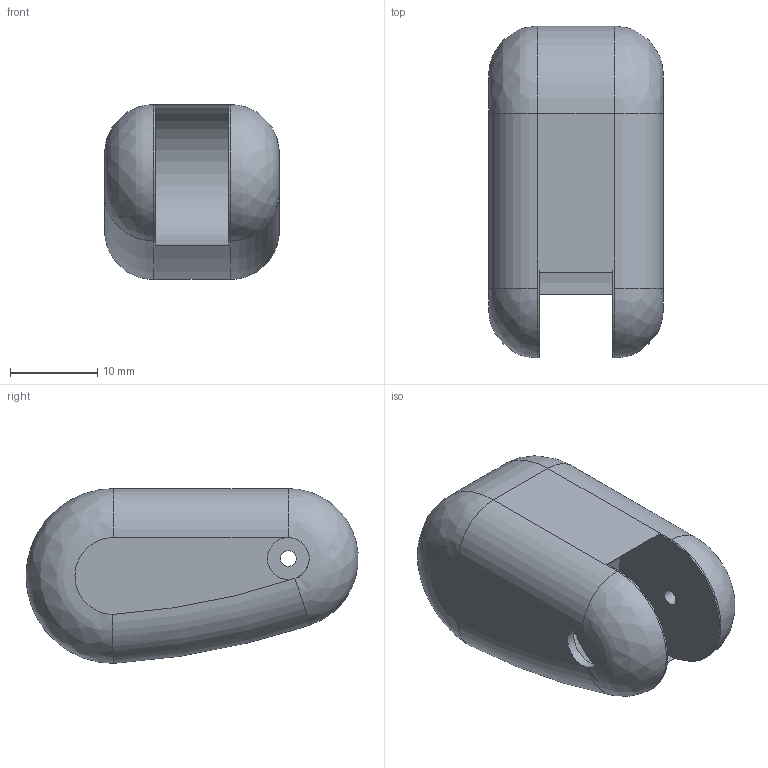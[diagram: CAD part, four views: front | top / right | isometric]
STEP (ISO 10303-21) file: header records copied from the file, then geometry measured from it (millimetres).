
FILE_DESCRIPTION(/* description */ (''),/* implementation_level */ '2;1');
FILE_NAME(/* name */ 'Foot.step',/* time_stamp */ '2020-04-29T17:31:30+09:00',/* author */ (''),/* organization */ (''),/* preprocessor_version */ 'ST-DEVELOPER v18.1',/* originating_system */ 'Autodesk Translation Framework v9.2.0.1227',/* authorisation */ '');
FILE_SCHEMA (('AUTOMOTIVE_DESIGN { 1 0 10303 214 3 1 1 }'));
Length unit declared in the file: millimetre
Products named in the file (1): Foot
Bounding box: 20 x 37.97 x 20 mm (x, y, z)
Volume: 9585.2 mm3; surface area: 3175.2 mm2
Topology: 1 solids, 1 shells, 24 faces, 57 edges, 33 vertices
Faces by surface type: cylinder 11, plane 5, bspline 4, cone 2, torus 2
Full cylindrical faces by diameter (mm): 1.8 x2, 4.8 x2
Entity records: 802 total; most frequent: CARTESIAN_POINT 193, DIRECTION 132, ORIENTED_EDGE 114, EDGE_CURVE 57, AXIS2_PLACEMENT_3D 56, CIRCLE 35, VERTEX_POINT 33, EDGE_LOOP 26
